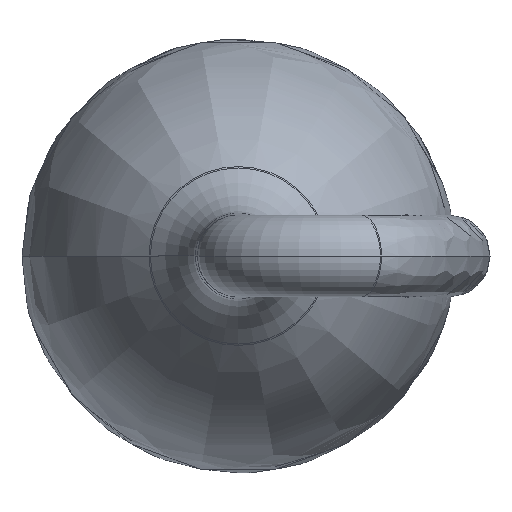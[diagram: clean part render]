
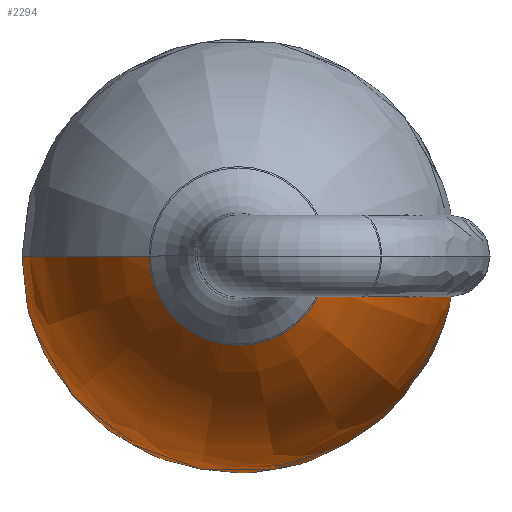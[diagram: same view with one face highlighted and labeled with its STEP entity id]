
A CAD part, front view. The second image highlights one B-rep face of the part: STEP entity #2294.
In plain terms, the highlighted face is a revolution surface.
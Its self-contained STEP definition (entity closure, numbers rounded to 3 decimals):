
#532=CARTESIAN_POINT('',(70.299,17.38,0.));
#571=CARTESIAN_POINT('',(70.299,17.38,0.));
#572=CARTESIAN_POINT('',(70.299,17.38,-0.5));
#573=CARTESIAN_POINT('',(70.321,17.428,-1.499));
#574=CARTESIAN_POINT('',(70.425,17.649,-3.013));
#575=CARTESIAN_POINT('',(70.599,18.016,-4.506));
#576=CARTESIAN_POINT('',(70.842,18.529,-5.982));
#577=CARTESIAN_POINT('',(71.155,19.191,-7.438));
#578=CARTESIAN_POINT('',(71.536,19.992,-8.852));
#579=CARTESIAN_POINT('',(71.986,20.936,-10.228));
#580=CARTESIAN_POINT('',(72.509,22.032,-11.569));
#581=CARTESIAN_POINT('',(73.107,23.28,-12.864));
#582=CARTESIAN_POINT('',(73.784,24.686,-14.105));
#583=CARTESIAN_POINT('',(74.544,26.258,-15.285));
#584=CARTESIAN_POINT('',(75.394,28.005,-16.391));
#585=CARTESIAN_POINT('',(76.334,29.928,-17.4));
#586=CARTESIAN_POINT('',(77.365,32.025,-18.289));
#587=CARTESIAN_POINT('',(78.111,33.529,-18.782));
#588=CARTESIAN_POINT('',(78.499,34.31,-19.));
#593=CARTESIAN_POINT('',(94.056,63.999,0.));
#594=CARTESIAN_POINT('',(94.056,63.999,-0.607));
#595=CARTESIAN_POINT('',(94.024,63.944,-1.819));
#596=CARTESIAN_POINT('',(93.882,63.692,-3.636));
#597=CARTESIAN_POINT('',(93.646,63.273,-5.42));
#598=CARTESIAN_POINT('',(93.313,62.682,-7.182));
#599=CARTESIAN_POINT('',(92.886,61.92,-8.894));
#600=CARTESIAN_POINT('',(92.365,60.984,-10.55));
#601=CARTESIAN_POINT('',(91.747,59.87,-12.137));
#602=CARTESIAN_POINT('',(91.035,58.575,-13.64));
#603=CARTESIAN_POINT('',(90.224,57.091,-15.046));
#604=CARTESIAN_POINT('',(89.328,55.435,-16.321));
#605=CARTESIAN_POINT('',(88.339,53.59,-17.461));
#606=CARTESIAN_POINT('',(87.262,51.561,-18.439));
#607=CARTESIAN_POINT('',(86.11,49.368,-19.229));
#608=CARTESIAN_POINT('',(84.886,47.014,-19.81));
#609=CARTESIAN_POINT('',(83.608,44.525,-20.159));
#610=CARTESIAN_POINT('',(82.293,41.937,-20.255));
#611=CARTESIAN_POINT('',(80.961,39.288,-20.088));
#612=CARTESIAN_POINT('',(79.668,36.686,-19.659));
#613=CARTESIAN_POINT('',(78.873,35.071,-19.234));
#614=CARTESIAN_POINT('',(78.499,34.31,-19.));
#619=CARTESIAN_POINT('',(19.003,200.074,0.));
#620=CARTESIAN_POINT('',(19.361,204.896,0.));
#621=CARTESIAN_POINT('',(23.203,214.446,0.));
#622=CARTESIAN_POINT('',(34.344,225.533,0.));
#623=CARTESIAN_POINT('',(45.309,230.982,0.));
#624=CARTESIAN_POINT('',(53.668,232.595,0.));
#625=CARTESIAN_POINT('',(60.587,232.365,0.));
#626=CARTESIAN_POINT('',(67.687,229.768,0.));
#627=CARTESIAN_POINT('',(76.953,223.079,0.));
#628=CARTESIAN_POINT('',(91.643,204.751,0.));
#629=CARTESIAN_POINT('',(103.885,175.343,0.));
#630=CARTESIAN_POINT('',(107.597,135.825,0.));
#631=CARTESIAN_POINT('',(104.143,98.192,0.));
#632=CARTESIAN_POINT('',(97.672,74.187,0.));
#633=CARTESIAN_POINT('',(94.056,63.999,0.));
#638=CARTESIAN_POINT('',(0.,200.074,0.));
#639=DIRECTION('',(0.,-1.,0.));
#640=DIRECTION('',(-1.,0.,0.));
#641=AXIS2_PLACEMENT_3D('',#638,#639,#640);
#646=CARTESIAN_POINT('',(-19.003,200.074,0.));
#647=CARTESIAN_POINT('',(-19.361,204.896,0.));
#648=CARTESIAN_POINT('',(-23.203,214.446,0.));
#649=CARTESIAN_POINT('',(-34.344,225.533,0.));
#650=CARTESIAN_POINT('',(-45.309,230.982,0.));
#651=CARTESIAN_POINT('',(-53.668,232.595,0.));
#652=CARTESIAN_POINT('',(-60.587,232.365,0.));
#653=CARTESIAN_POINT('',(-67.687,229.768,0.));
#654=CARTESIAN_POINT('',(-76.953,223.079,0.));
#655=CARTESIAN_POINT('',(-91.643,204.751,0.));
#656=CARTESIAN_POINT('',(-103.885,175.343,0.));
#657=CARTESIAN_POINT('',(-107.597,135.825,0.));
#658=CARTESIAN_POINT('',(-103.854,95.039,0.));
#659=CARTESIAN_POINT('',(-88.107,41.301,0.));
#660=CARTESIAN_POINT('',(-64.54,5.939,0.));
#661=CARTESIAN_POINT('',(-43.775,-13.097,0.));
#666=CARTESIAN_POINT('',(70.299,17.38,0.));
#667=CARTESIAN_POINT('',(62.654,6.347,0.));
#668=CARTESIAN_POINT('',(53.808,-3.9,0.));
#669=CARTESIAN_POINT('',(43.775,-13.097,0.));
#906=CARTESIAN_POINT('',(0.,-13.097,0.));
#907=DIRECTION('',(0.,-1.,0.));
#908=DIRECTION('',(-1.,0.,0.));
#909=AXIS2_PLACEMENT_3D('',#906,#907,#908);
#1681=CARTESIAN_POINT('',(-43.775,-13.097,0.));
#1682=CARTESIAN_POINT('',(43.775,-13.097,0.));
#1683=VERTEX_POINT('',#1681);
#1684=VERTEX_POINT('',#1682);
#1685=CARTESIAN_POINT('',(19.003,200.074,0.));
#1686=CARTESIAN_POINT('',(-19.003,200.074,0.));
#1687=VERTEX_POINT('',#1685);
#1688=VERTEX_POINT('',#1686);
#1689=VERTEX_POINT('',#633);
#1703=VERTEX_POINT('',#532);
#1704=VERTEX_POINT('',#588);
#2258=CARTESIAN_POINT('',(-19.014,196.701,0.));
#2259=CARTESIAN_POINT('',(-18.921,197.824,0.));
#2260=CARTESIAN_POINT('',(-18.913,203.783,0.));
#2261=CARTESIAN_POINT('',(-23.203,214.446,0.));
#2262=CARTESIAN_POINT('',(-34.344,225.533,0.));
#2263=CARTESIAN_POINT('',(-45.309,230.982,0.));
#2264=CARTESIAN_POINT('',(-53.668,232.595,0.));
#2265=CARTESIAN_POINT('',(-60.587,232.365,0.));
#2266=CARTESIAN_POINT('',(-67.687,229.768,0.));
#2267=CARTESIAN_POINT('',(-76.953,223.079,0.));
#2268=CARTESIAN_POINT('',(-91.643,204.751,0.));
#2269=CARTESIAN_POINT('',(-103.885,175.343,0.));
#2270=CARTESIAN_POINT('',(-107.597,135.825,0.));
#2271=CARTESIAN_POINT('',(-103.854,95.039,0.));
#2272=CARTESIAN_POINT('',(-88.107,41.301,0.));
#2273=CARTESIAN_POINT('',(-63.914,5.,0.));
#2274=CARTESIAN_POINT('',(-42.11,-14.609,0.));
#2275=CARTESIAN_POINT('',(-41.266,-15.355,0.));
#2277=CARTESIAN_POINT('',(0.,-79.692,0.));
#2278=DIRECTION('',(0.,1.,0.));
#2279=AXIS1_PLACEMENT('',#2277,#2278);
#2280=SURFACE_OF_REVOLUTION('',#2276,#2279);
#2282=ORIENTED_EDGE('',*,*,#2281,.T.);
#2284=ORIENTED_EDGE('',*,*,#2283,.F.);
#2285=ORIENTED_EDGE('',*,*,#2251,.F.);
#2287=ORIENTED_EDGE('',*,*,#2286,.F.);
#2288=ORIENTED_EDGE('',*,*,#2247,.T.);
#2290=ORIENTED_EDGE('',*,*,#2289,.T.);
#2291=ORIENTED_EDGE('',*,*,#2243,.F.);
#2292=EDGE_LOOP('',(#2282,#2284,#2285,#2287,#2288,#2290,#2291));
#2293=FACE_OUTER_BOUND('',#2292,.F.);
#2294=ADVANCED_FACE('',(#2293),#2280,.F.);
#589=B_SPLINE_CURVE_WITH_KNOTS('',3,(#571,#572,#573,#574,#575,#576,#577,#578,
#579,#580,#581,#582,#583,#584,#585,#586,#587,#588),.UNSPECIFIED.,.F.,.F.,(4,1,1,
1,1,1,1,1,1,1,1,1,1,1,1,4),(0.,0.067,0.133,0.2,
0.267,0.333,0.4,0.467,0.533,
0.6,0.667,0.733,0.8,0.867,
0.933,1.),.UNSPECIFIED.);
#615=B_SPLINE_CURVE_WITH_KNOTS('',3,(#593,#594,#595,#596,#597,#598,#599,#600,
#601,#602,#603,#604,#605,#606,#607,#608,#609,#610,#611,#612,#613,#614),
.UNSPECIFIED.,.F.,.F.,(4,1,1,1,1,1,1,1,1,1,1,1,1,1,1,1,1,1,1,4),(0.,
0.053,0.106,0.158,0.211,
0.264,0.317,0.369,0.422,
0.475,0.528,0.581,0.633,
0.686,0.739,0.792,0.844,
0.897,0.95,1.),.UNSPECIFIED.);
#634=B_SPLINE_CURVE_WITH_KNOTS('',3,(#619,#620,#621,#622,#623,#624,#625,#626,
#627,#628,#629,#630,#631,#632,#633),.UNSPECIFIED.,.F.,.F.,(4,1,1,1,1,1,1,1,1,1,
1,1,4),(0.,0.062,0.124,0.176,
0.202,0.228,0.262,0.297,
0.367,0.528,0.689,0.864,1.),
.UNSPECIFIED.);
#642=CIRCLE('',#641,19.003);
#662=B_SPLINE_CURVE_WITH_KNOTS('',3,(#646,#647,#648,#649,#650,#651,#652,#653,
#654,#655,#656,#657,#658,#659,#660,#661),.UNSPECIFIED.,.F.,.F.,(4,1,1,1,1,1,1,1,
1,1,1,1,1,4),(0.,0.045,0.089,0.127,
0.145,0.164,0.189,0.214,
0.264,0.38,0.496,0.623,
0.749,1.),.UNSPECIFIED.);
#670=B_SPLINE_CURVE_WITH_KNOTS('',3,(#666,#667,#668,#669),.UNSPECIFIED.,.F.,.F.,
(4,4),(0.,1.),.UNSPECIFIED.);
#910=CIRCLE('',#909,43.775);
#2243=EDGE_CURVE('',#1703,#1684,#670,.T.);
#2247=EDGE_CURVE('',#1688,#1683,#662,.T.);
#2251=EDGE_CURVE('',#1687,#1689,#634,.T.);
#2276=B_SPLINE_CURVE_WITH_KNOTS('',3,(#2258,#2259,#2260,#2261,#2262,#2263,#2264,
#2265,#2266,#2267,#2268,#2269,#2270,#2271,#2272,#2273,#2274,#2275),
.UNSPECIFIED.,.F.,.F.,(4,1,1,1,1,1,1,1,1,1,1,1,1,1,1,4),(0.,0.01,
0.054,0.098,0.134,0.153,
0.171,0.196,0.22,0.269,
0.383,0.497,0.62,0.744,
0.99,1.),.UNSPECIFIED.);
#2281=EDGE_CURVE('',#1703,#1704,#589,.T.);
#2283=EDGE_CURVE('',#1689,#1704,#615,.T.);
#2286=EDGE_CURVE('',#1688,#1687,#642,.T.);
#2289=EDGE_CURVE('',#1683,#1684,#910,.T.);
